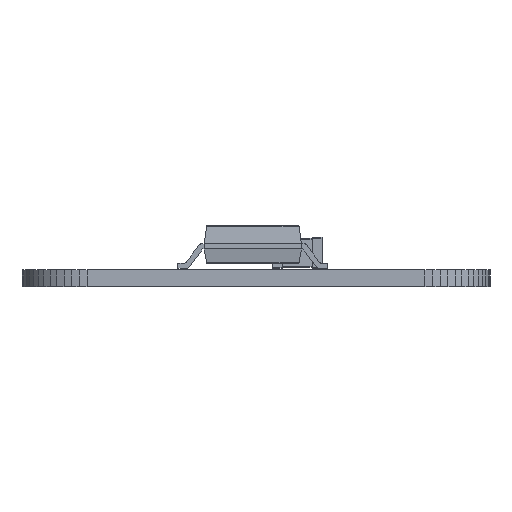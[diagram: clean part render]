
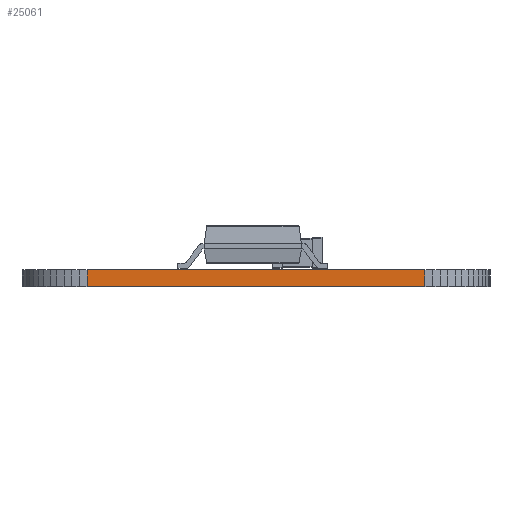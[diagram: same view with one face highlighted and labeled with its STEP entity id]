
A CAD part, front view. The second image highlights one B-rep face of the part: STEP entity #25061.
In plain terms, the highlighted planar face has unit normal (0, -1, 0).
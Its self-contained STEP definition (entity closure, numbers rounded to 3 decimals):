
#17870 = PLANE('',#17871);
#17871 = AXIS2_PLACEMENT_3D('',#17872,#17873,#17874);
#17872 = CARTESIAN_POINT('',(7.62,-18.882,0.68));
#17873 = DIRECTION('',(-0.,-0.,-1.));
#17874 = DIRECTION('',(-1.,0.,0.));
#17924 = PLANE('',#17925);
#17925 = AXIS2_PLACEMENT_3D('',#17926,#17927,#17928);
#17926 = CARTESIAN_POINT('',(7.62,-18.882,0.));
#17927 = DIRECTION('',(-0.,-0.,-1.));
#17928 = DIRECTION('',(-1.,0.,0.));
#18761 = VERTEX_POINT('',#18762);
#18762 = CARTESIAN_POINT('',(14.404,-40.714,0.));
#18776 = PLANE('',#18777);
#18777 = AXIS2_PLACEMENT_3D('',#18778,#18779,#18780);
#18778 = CARTESIAN_POINT('',(14.719,-40.695,0.));
#18779 = DIRECTION('',(0.06,-0.998,0.));
#18780 = DIRECTION('',(-0.998,-0.06,0.));
#18788 = EDGE_CURVE('',#18761,#18789,#18791,.T.);
#18789 = VERTEX_POINT('',#18790);
#18790 = CARTESIAN_POINT('',(0.836,-40.714,0.));
#18791 = SURFACE_CURVE('',#18792,(#18796,#18803),.PCURVE_S1.);
#18792 = LINE('',#18793,#18794);
#18793 = CARTESIAN_POINT('',(14.404,-40.714,0.));
#18794 = VECTOR('',#18795,1.);
#18795 = DIRECTION('',(-1.,0.,0.));
#18796 = PCURVE('',#17924,#18797);
#18797 = DEFINITIONAL_REPRESENTATION('',(#18798),#18802);
#18798 = LINE('',#18799,#18800);
#18799 = CARTESIAN_POINT('',(-6.784,-21.832));
#18800 = VECTOR('',#18801,1.);
#18801 = DIRECTION('',(1.,0.));
#18802 = ( GEOMETRIC_REPRESENTATION_CONTEXT(2) 
PARAMETRIC_REPRESENTATION_CONTEXT() REPRESENTATION_CONTEXT('2D SPACE',''
  ) );
#18803 = PCURVE('',#18804,#18809);
#18804 = PLANE('',#18805);
#18805 = AXIS2_PLACEMENT_3D('',#18806,#18807,#18808);
#18806 = CARTESIAN_POINT('',(14.404,-40.714,0.));
#18807 = DIRECTION('',(0.,-1.,0.));
#18808 = DIRECTION('',(-1.,0.,0.));
#18809 = DEFINITIONAL_REPRESENTATION('',(#18810),#18814);
#18810 = LINE('',#18811,#18812);
#18811 = CARTESIAN_POINT('',(0.,0.));
#18812 = VECTOR('',#18813,1.);
#18813 = DIRECTION('',(1.,0.));
#18814 = ( GEOMETRIC_REPRESENTATION_CONTEXT(2) 
PARAMETRIC_REPRESENTATION_CONTEXT() REPRESENTATION_CONTEXT('2D SPACE',''
  ) );
#18832 = PLANE('',#18833);
#18833 = AXIS2_PLACEMENT_3D('',#18834,#18835,#18836);
#18834 = CARTESIAN_POINT('',(0.836,-40.714,0.));
#18835 = DIRECTION('',(-0.06,-0.998,0.));
#18836 = DIRECTION('',(-0.998,0.06,0.));
#21692 = VERTEX_POINT('',#21693);
#21693 = CARTESIAN_POINT('',(14.404,-40.714,0.68));
#21714 = EDGE_CURVE('',#21692,#21715,#21717,.T.);
#21715 = VERTEX_POINT('',#21716);
#21716 = CARTESIAN_POINT('',(0.836,-40.714,0.68));
#21717 = SURFACE_CURVE('',#21718,(#21722,#21729),.PCURVE_S1.);
#21718 = LINE('',#21719,#21720);
#21719 = CARTESIAN_POINT('',(14.404,-40.714,0.68));
#21720 = VECTOR('',#21721,1.);
#21721 = DIRECTION('',(-1.,0.,0.));
#21722 = PCURVE('',#17870,#21723);
#21723 = DEFINITIONAL_REPRESENTATION('',(#21724),#21728);
#21724 = LINE('',#21725,#21726);
#21725 = CARTESIAN_POINT('',(-6.784,-21.832));
#21726 = VECTOR('',#21727,1.);
#21727 = DIRECTION('',(1.,0.));
#21728 = ( GEOMETRIC_REPRESENTATION_CONTEXT(2) 
PARAMETRIC_REPRESENTATION_CONTEXT() REPRESENTATION_CONTEXT('2D SPACE',''
  ) );
#21729 = PCURVE('',#18804,#21730);
#21730 = DEFINITIONAL_REPRESENTATION('',(#21731),#21735);
#21731 = LINE('',#21732,#21733);
#21732 = CARTESIAN_POINT('',(0.,-0.68));
#21733 = VECTOR('',#21734,1.);
#21734 = DIRECTION('',(1.,0.));
#21735 = ( GEOMETRIC_REPRESENTATION_CONTEXT(2) 
PARAMETRIC_REPRESENTATION_CONTEXT() REPRESENTATION_CONTEXT('2D SPACE',''
  ) );
#25013 = EDGE_CURVE('',#18761,#21692,#25014,.T.);
#25014 = SURFACE_CURVE('',#25015,(#25019,#25026),.PCURVE_S1.);
#25015 = LINE('',#25016,#25017);
#25016 = CARTESIAN_POINT('',(14.404,-40.714,0.));
#25017 = VECTOR('',#25018,1.);
#25018 = DIRECTION('',(0.,0.,1.));
#25019 = PCURVE('',#18776,#25020);
#25020 = DEFINITIONAL_REPRESENTATION('',(#25021),#25025);
#25021 = LINE('',#25022,#25023);
#25022 = CARTESIAN_POINT('',(0.316,0.));
#25023 = VECTOR('',#25024,1.);
#25024 = DIRECTION('',(0.,-1.));
#25025 = ( GEOMETRIC_REPRESENTATION_CONTEXT(2) 
PARAMETRIC_REPRESENTATION_CONTEXT() REPRESENTATION_CONTEXT('2D SPACE',''
  ) );
#25026 = PCURVE('',#18804,#25027);
#25027 = DEFINITIONAL_REPRESENTATION('',(#25028),#25032);
#25028 = LINE('',#25029,#25030);
#25029 = CARTESIAN_POINT('',(0.,0.));
#25030 = VECTOR('',#25031,1.);
#25031 = DIRECTION('',(0.,-1.));
#25032 = ( GEOMETRIC_REPRESENTATION_CONTEXT(2) 
PARAMETRIC_REPRESENTATION_CONTEXT() REPRESENTATION_CONTEXT('2D SPACE',''
  ) );
#25061 = ADVANCED_FACE('',(#25062),#18804,.T.);
#25062 = FACE_BOUND('',#25063,.T.);
#25063 = EDGE_LOOP('',(#25064,#25065,#25066,#25087));
#25064 = ORIENTED_EDGE('',*,*,#25013,.T.);
#25065 = ORIENTED_EDGE('',*,*,#21714,.T.);
#25066 = ORIENTED_EDGE('',*,*,#25067,.F.);
#25067 = EDGE_CURVE('',#18789,#21715,#25068,.T.);
#25068 = SURFACE_CURVE('',#25069,(#25073,#25080),.PCURVE_S1.);
#25069 = LINE('',#25070,#25071);
#25070 = CARTESIAN_POINT('',(0.836,-40.714,0.));
#25071 = VECTOR('',#25072,1.);
#25072 = DIRECTION('',(0.,0.,1.));
#25073 = PCURVE('',#18804,#25074);
#25074 = DEFINITIONAL_REPRESENTATION('',(#25075),#25079);
#25075 = LINE('',#25076,#25077);
#25076 = CARTESIAN_POINT('',(13.569,0.));
#25077 = VECTOR('',#25078,1.);
#25078 = DIRECTION('',(0.,-1.));
#25079 = ( GEOMETRIC_REPRESENTATION_CONTEXT(2) 
PARAMETRIC_REPRESENTATION_CONTEXT() REPRESENTATION_CONTEXT('2D SPACE',''
  ) );
#25080 = PCURVE('',#18832,#25081);
#25081 = DEFINITIONAL_REPRESENTATION('',(#25082),#25086);
#25082 = LINE('',#25083,#25084);
#25083 = CARTESIAN_POINT('',(0.,0.));
#25084 = VECTOR('',#25085,1.);
#25085 = DIRECTION('',(0.,-1.));
#25086 = ( GEOMETRIC_REPRESENTATION_CONTEXT(2) 
PARAMETRIC_REPRESENTATION_CONTEXT() REPRESENTATION_CONTEXT('2D SPACE',''
  ) );
#25087 = ORIENTED_EDGE('',*,*,#18788,.F.);
